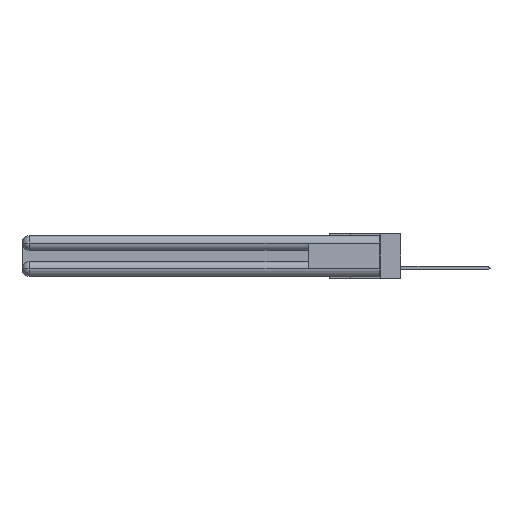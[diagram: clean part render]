
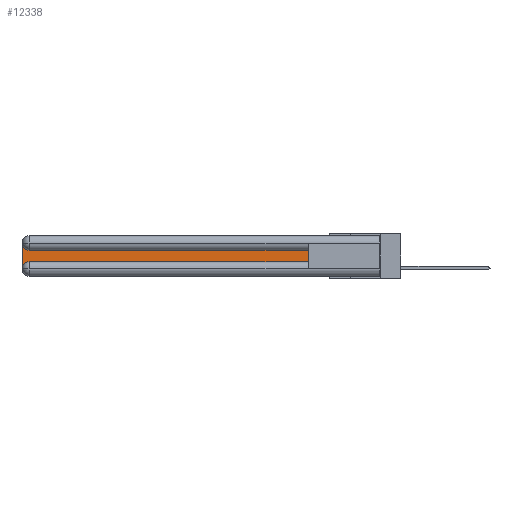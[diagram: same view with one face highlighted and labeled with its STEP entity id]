
A CAD part, left-side view. The second image highlights one B-rep face of the part: STEP entity #12338.
In plain terms, the highlighted planar face has unit normal (-1, 0, 0).
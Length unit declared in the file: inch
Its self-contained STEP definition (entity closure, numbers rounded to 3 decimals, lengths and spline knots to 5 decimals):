
#1959 = LINE ( 'NONE', #10652, #21623 ) ;
#3159 = CARTESIAN_POINT ( 'NONE',  ( 0.075, 2.94, -0.0625 ) ) ;
#5445 = EDGE_CURVE ( 'NONE', #17432, #31446, #20160, .T. ) ;
#5639 = DIRECTION ( 'NONE',  ( 1., 0., 0. ) ) ;
#5829 = EDGE_CURVE ( 'NONE', #13499, #17668, #12322, .T. ) ;
#6125 = DIRECTION ( 'NONE',  ( 1., 0., 0. ) ) ;
#6312 = ORIENTED_EDGE ( 'NONE', *, *, #5829, .T. ) ;
#6508 = EDGE_CURVE ( 'NONE', #7142, #12227, #7311, .T. ) ;
#6716 = CARTESIAN_POINT ( 'NONE',  ( 0.075, 0.6, -0.1225 ) ) ;
#6717 = CARTESIAN_POINT ( 'NONE',  ( 0.075, 0.6, -0.2175 ) ) ;
#7015 = ORIENTED_EDGE ( 'NONE', *, *, #6508, .T. ) ;
#7142 = VERTEX_POINT ( 'NONE', #28541 ) ;
#7303 = DIRECTION ( 'NONE',  ( 0., 0., -1. ) ) ;
#7311 = CIRCLE ( 'NONE', #15353, 0.06 ) ;
#7919 = DIRECTION ( 'NONE',  ( 0., 0., 1. ) ) ;
#8309 = AXIS2_PLACEMENT_3D ( 'NONE', #3159, #5639, #27565 ) ;
#9012 = EDGE_CURVE ( 'NONE', #31446, #13499, #1959, .T. ) ;
#10086 = CARTESIAN_POINT ( 'NONE',  ( 0.075, 0.6, -0.2175 ) ) ;
#10652 = CARTESIAN_POINT ( 'NONE',  ( 0.075, 0.6, -0.1225 ) ) ;
#11822 = ORIENTED_EDGE ( 'NONE', *, *, #21732, .T. ) ;
#12227 = VERTEX_POINT ( 'NONE', #26660 ) ;
#12322 = CIRCLE ( 'NONE', #8309, 0.06 ) ;
#12338 = ADVANCED_FACE ( 'NONE', ( #24836 ), #20921, .F. ) ;
#13446 = DIRECTION ( 'NONE',  ( 0., 0., -1. ) ) ;
#13499 = VERTEX_POINT ( 'NONE', #30153 ) ;
#14072 = VECTOR ( 'NONE', #19561, 39.37008 ) ;
#15353 = AXIS2_PLACEMENT_3D ( 'NONE', #27066, #19588, #7303 ) ;
#16278 = ORIENTED_EDGE ( 'NONE', *, *, #26111, .T. ) ;
#17062 = VECTOR ( 'NONE', #7919, 39.37008 ) ;
#17432 = VERTEX_POINT ( 'NONE', #10086 ) ;
#17668 = VERTEX_POINT ( 'NONE', #23455 ) ;
#18501 = DIRECTION ( 'NONE',  ( 0., 1., 0. ) ) ;
#19091 = VECTOR ( 'NONE', #19099, 39.37008 ) ;
#19099 = DIRECTION ( 'NONE',  ( 0., -1., 0. ) ) ;
#19561 = DIRECTION ( 'NONE',  ( 0., 0., -1. ) ) ;
#19588 = DIRECTION ( 'NONE',  ( 1., 0., 0. ) ) ;
#19787 = ORIENTED_EDGE ( 'NONE', *, *, #9012, .T. ) ;
#20160 = LINE ( 'NONE', #24990, #17062 ) ;
#20643 = EDGE_LOOP ( 'NONE', ( #19787, #6312, #11822, #7015, #16278, #28790 ) ) ;
#20921 = PLANE ( 'NONE',  #24781 ) ;
#21623 = VECTOR ( 'NONE', #18501, 39.37008 ) ;
#21732 = EDGE_CURVE ( 'NONE', #17668, #7142, #31459, .T. ) ;
#23293 = CARTESIAN_POINT ( 'NONE',  ( 0.075, 3., -0.1225 ) ) ;
#23455 = CARTESIAN_POINT ( 'NONE',  ( 0.075, 3., -0.0625 ) ) ;
#24454 = CARTESIAN_POINT ( 'NONE',  ( 0.075, 3., -0.2175 ) ) ;
#24781 = AXIS2_PLACEMENT_3D ( 'NONE', #23293, #6125, #13446 ) ;
#24836 = FACE_OUTER_BOUND ( 'NONE', #20643, .T. ) ;
#24921 = LINE ( 'NONE', #6717, #19091 ) ;
#24990 = CARTESIAN_POINT ( 'NONE',  ( 0.075, 0.6, -0.2175 ) ) ;
#26111 = EDGE_CURVE ( 'NONE', #12227, #17432, #24921, .T. ) ;
#26660 = CARTESIAN_POINT ( 'NONE',  ( 0.075, 2.94, -0.2175 ) ) ;
#27066 = CARTESIAN_POINT ( 'NONE',  ( 0.075, 2.94, -0.2775 ) ) ;
#27565 = DIRECTION ( 'NONE',  ( 0., 0., -1. ) ) ;
#28541 = CARTESIAN_POINT ( 'NONE',  ( 0.075, 3., -0.2775 ) ) ;
#28790 = ORIENTED_EDGE ( 'NONE', *, *, #5445, .T. ) ;
#30153 = CARTESIAN_POINT ( 'NONE',  ( 0.075, 2.94, -0.1225 ) ) ;
#31446 = VERTEX_POINT ( 'NONE', #6716 ) ;
#31459 = LINE ( 'NONE', #24454, #14072 ) ;
